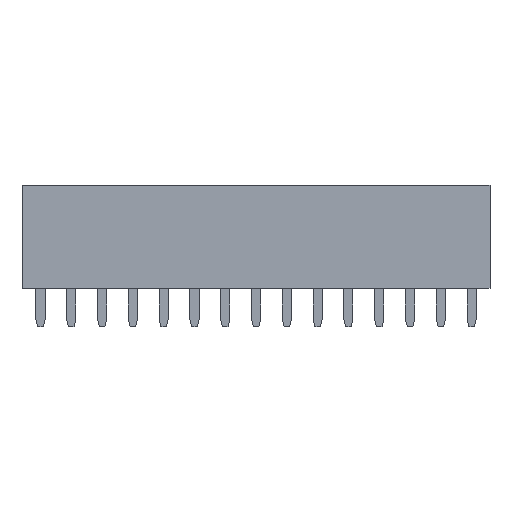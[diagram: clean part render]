
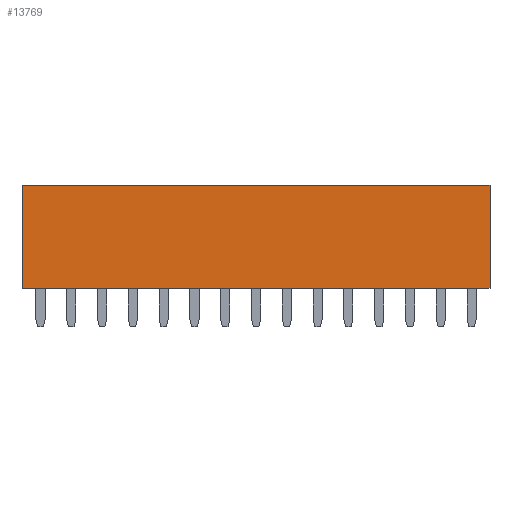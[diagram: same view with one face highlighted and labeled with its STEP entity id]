
A CAD part, top view. The second image highlights one B-rep face of the part: STEP entity #13769.
In plain terms, the highlighted planar face has unit normal (0, 0, 1).
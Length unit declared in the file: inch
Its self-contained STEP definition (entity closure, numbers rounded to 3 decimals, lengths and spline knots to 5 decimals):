
#595 = FACE_OUTER_BOUND ( 'NONE', #9309, .T. ) ;
#1916 = LINE ( 'NONE', #19164, #6371 ) ;
#2084 = CARTESIAN_POINT ( 'NONE',  ( -0.5, 0., 0. ) ) ;
#2244 = VECTOR ( 'NONE', #21059, 39.37008 ) ;
#2767 = LINE ( 'NONE', #5933, #22233 ) ;
#3326 = ORIENTED_EDGE ( 'NONE', *, *, #7690, .T. ) ;
#3822 = EDGE_CURVE ( 'NONE', #15238, #13293, #2767, .T. ) ;
#4389 = LINE ( 'NONE', #2084, #24449 ) ;
#5933 = CARTESIAN_POINT ( 'NONE',  ( -0.5, 0.33465, 0. ) ) ;
#6371 = VECTOR ( 'NONE', #9765, 39.37008 ) ;
#7690 = EDGE_CURVE ( 'NONE', #18125, #16253, #4389, .T. ) ;
#7883 = CARTESIAN_POINT ( 'NONE',  ( 1.51969, 0., 0. ) ) ;
#7885 = PLANE ( 'NONE',  #13915 ) ;
#9309 = EDGE_LOOP ( 'NONE', ( #18265, #22808, #14784, #3326 ) ) ;
#9765 = DIRECTION ( 'NONE',  ( 0., -1., 0. ) ) ;
#9777 = DIRECTION ( 'NONE',  ( 0., 0., 1. ) ) ;
#10135 = CARTESIAN_POINT ( 'NONE',  ( 0., 0.33465, 0. ) ) ;
#11523 = CARTESIAN_POINT ( 'NONE',  ( 1.51969, 0., 0. ) ) ;
#13293 = VERTEX_POINT ( 'NONE', #10135 ) ;
#13378 = DIRECTION ( 'NONE',  ( 1., 0., 0. ) ) ;
#13769 = ADVANCED_FACE ( 'NONE', ( #595 ), #7885, .T. ) ;
#13915 = AXIS2_PLACEMENT_3D ( 'NONE', #15401, #9777, #22988 ) ;
#14784 = ORIENTED_EDGE ( 'NONE', *, *, #24221, .T. ) ;
#15238 = VERTEX_POINT ( 'NONE', #21188 ) ;
#15401 = CARTESIAN_POINT ( 'NONE',  ( -0.5, 0., 0. ) ) ;
#15541 = LINE ( 'NONE', #7883, #2244 ) ;
#16127 = CARTESIAN_POINT ( 'NONE',  ( 0., 0., 0. ) ) ;
#16253 = VERTEX_POINT ( 'NONE', #11523 ) ;
#18125 = VERTEX_POINT ( 'NONE', #16127 ) ;
#18265 = ORIENTED_EDGE ( 'NONE', *, *, #23158, .F. ) ;
#19164 = CARTESIAN_POINT ( 'NONE',  ( 0., 0.01969, 0. ) ) ;
#21059 = DIRECTION ( 'NONE',  ( 0., -1., 0. ) ) ;
#21188 = CARTESIAN_POINT ( 'NONE',  ( 1.51969, 0.33465, 0. ) ) ;
#22233 = VECTOR ( 'NONE', #22914, 39.37008 ) ;
#22808 = ORIENTED_EDGE ( 'NONE', *, *, #3822, .T. ) ;
#22914 = DIRECTION ( 'NONE',  ( -1., 0., 0. ) ) ;
#22988 = DIRECTION ( 'NONE',  ( 1., 0., 0. ) ) ;
#23158 = EDGE_CURVE ( 'NONE', #15238, #16253, #15541, .T. ) ;
#24221 = EDGE_CURVE ( 'NONE', #13293, #18125, #1916, .T. ) ;
#24449 = VECTOR ( 'NONE', #13378, 39.37008 ) ;
